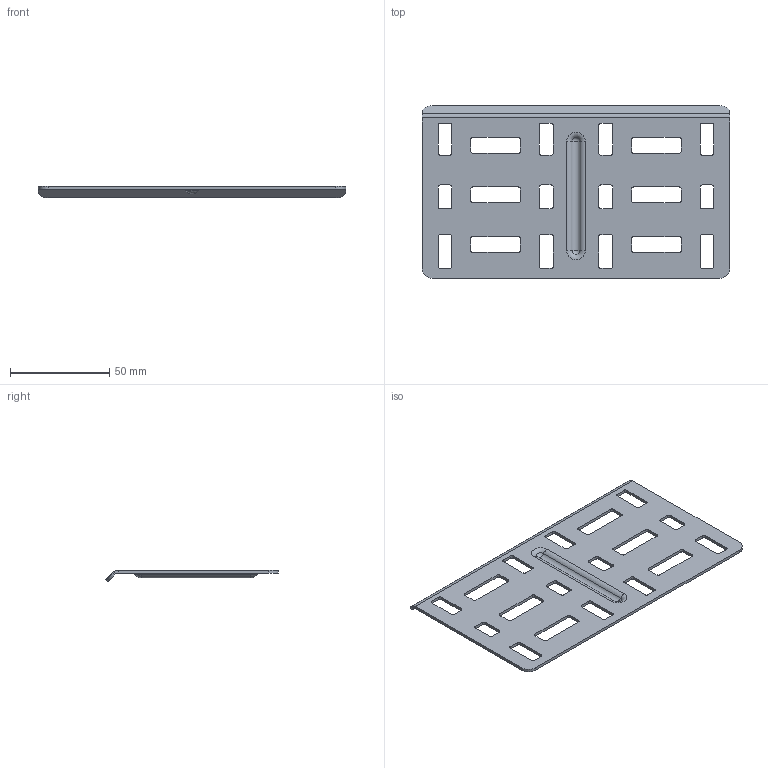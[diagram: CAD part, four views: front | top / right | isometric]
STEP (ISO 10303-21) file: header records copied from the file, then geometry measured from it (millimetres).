
FILE_DESCRIPTION (( 'STEP AP203' ), '1' );
FILE_NAME ('CLM51D-PS-100 Ïëàñòèíà ñîåäèíèòåëüíàÿ 100ìì IEK.STEP', '2023-05-31T10:36:59', ( '' ), ( '' ), 'SwSTEP 2.0', 'SolidWorks 2022', '' );
FILE_SCHEMA (( 'CONFIG_CONTROL_DESIGN' ));
Length unit declared in the file: millimetre
Products named in the file (1): CLM51D-PS-100 Пластина соединительная 100мм IEK
Bounding box: 155 x 86.95 x 6.01 mm (x, y, z)
Volume: 16988.4 mm3; surface area: 24707.8 mm2
Topology: 1 solids, 1 shells, 176 faces, 500 edges, 328 vertices
Faces by surface type: plane 84, cylinder 84, sphere 4, torus 4
Entity records: 5901 total; most frequent: DIRECTION 1030, CARTESIAN_POINT 1005, ORIENTED_EDGE 1000, EDGE_CURVE 500, AXIS2_PLACEMENT_3D 353, VERTEX_POINT 328, VECTOR 324, LINE 324
